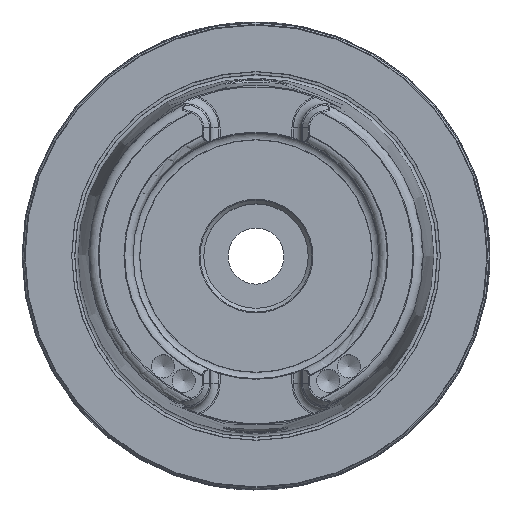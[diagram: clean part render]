
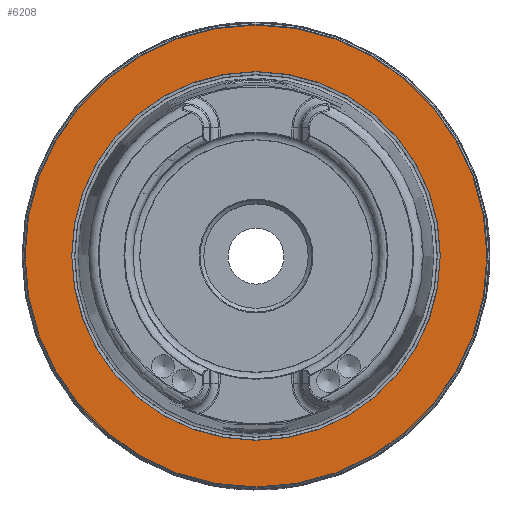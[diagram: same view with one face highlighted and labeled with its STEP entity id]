
A CAD part, top view. The second image highlights one B-rep face of the part: STEP entity #6208.
In plain terms, the highlighted planar face has unit normal (0, 0, 1).
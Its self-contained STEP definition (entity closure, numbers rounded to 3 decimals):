
#1491=ORIENTED_EDGE('',*,*,#2305,.T.);
#1492=ORIENTED_EDGE('',*,*,#2304,.F.);
#2304=EDGE_CURVE('',#2767,#2767,#3033,.T.);
#2305=EDGE_CURVE('',#2768,#2768,#3034,.T.);
#2767=VERTEX_POINT('',#9840);
#2768=VERTEX_POINT('',#9843);
#3033=CIRCLE('',#6702,39.478);
#3034=CIRCLE('',#6704,49.65);
#3370=EDGE_LOOP('',(#1491));
#3371=EDGE_LOOP('',(#1492));
#3800=FACE_BOUND('',#3370,.T.);
#3801=FACE_BOUND('',#3371,.T.);
#4000=PLANE('',#6703);
#6208=ADVANCED_FACE('',(#3800,#3801),#4000,.T.);
#6702=AXIS2_PLACEMENT_3D('',#9839,#7771,#7772);
#6703=AXIS2_PLACEMENT_3D('',#9841,#7773,#7774);
#6704=AXIS2_PLACEMENT_3D('',#9842,#7775,#7776);
#7771=DIRECTION('',(0.,0.,1.));
#7772=DIRECTION('',(1.,0.,0.));
#7773=DIRECTION('',(0.,0.,1.));
#7774=DIRECTION('',(1.,0.,0.));
#7775=DIRECTION('',(0.,0.,1.));
#7776=DIRECTION('',(1.,0.,0.));
#9839=CARTESIAN_POINT('',(0.,0.,0.2));
#9840=CARTESIAN_POINT('',(39.478,0.,0.2));
#9841=CARTESIAN_POINT('',(39.478,0.,0.2));
#9842=CARTESIAN_POINT('',(0.,0.,0.2));
#9843=CARTESIAN_POINT('',(49.65,0.,0.2));
